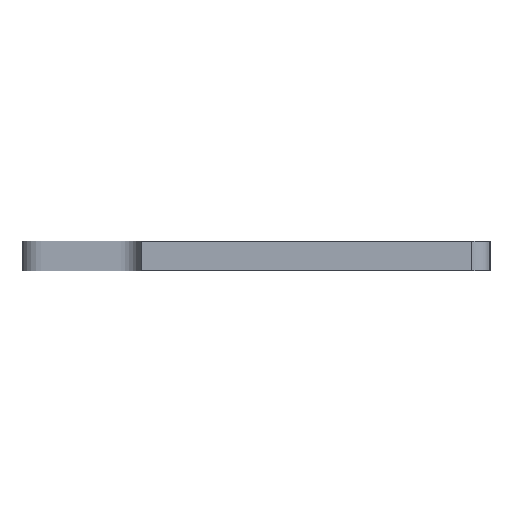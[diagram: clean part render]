
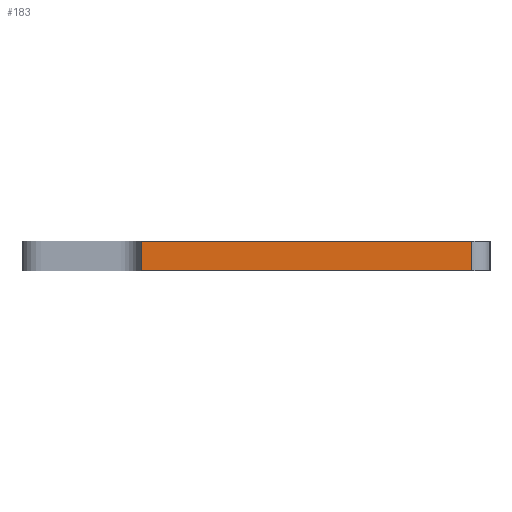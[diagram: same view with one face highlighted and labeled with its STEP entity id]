
A CAD part, left-side view. The second image highlights one B-rep face of the part: STEP entity #183.
In plain terms, the highlighted planar face has unit normal (-1, 0, 0).
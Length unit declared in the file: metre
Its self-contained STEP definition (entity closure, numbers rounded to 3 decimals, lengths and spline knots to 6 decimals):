
#11=PLANE('',#297);
#14=LINE('',#338,#18);
#18=VECTOR('',#309,1.);
#26=ORIENTED_EDGE('',*,*,#64,.T.);
#27=ORIENTED_EDGE('',*,*,#61,.T.);
#28=ORIENTED_EDGE('',*,*,#65,.T.);
#29=ORIENTED_EDGE('',*,*,#66,.T.);
#61=EDGE_CURVE('',#96,#95,#14,.T.);
#64=EDGE_CURVE('',#98,#96,#126,.T.);
#65=EDGE_CURVE('',#95,#99,#127,.T.);
#66=EDGE_CURVE('',#99,#98,#128,.T.);
#95=VERTEX_POINT('',#337);
#96=VERTEX_POINT('',#339);
#98=VERTEX_POINT('',#352);
#99=VERTEX_POINT('',#357);
#126=B_SPLINE_CURVE_WITH_KNOTS('',3,(#348,#349,#350,#351),.UNSPECIFIED.,
 .F.,.F.,(4,4),(0.,0.053386),.UNSPECIFIED.);
#127=B_SPLINE_CURVE_WITH_KNOTS('',3,(#353,#354,#355,#356),.UNSPECIFIED.,
 .F.,.F.,(4,4),(0.001463,0.054849),.UNSPECIFIED.);
#128=B_SPLINE_CURVE_WITH_KNOTS('',3,(#358,#359,#360,#361),.UNSPECIFIED.,
 .F.,.F.,(4,4),(0.,0.00475),.UNSPECIFIED.);
#155=EDGE_LOOP('',(#26,#27,#28,#29));
#166=FACE_BOUND('',#155,.T.);
#183=ADVANCED_FACE('',(#166),#11,.F.);
#297=AXIS2_PLACEMENT_3D('',#347,#311,#312);
#309=DIRECTION('',(0.,0.,1.));
#311=DIRECTION('',(1.,0.,0.));
#312=DIRECTION('',(0.,1.,0.));
#337=CARTESIAN_POINT('',(0.024963,-0.101034,0.0062));
#338=CARTESIAN_POINT('',(0.024963,-0.101034,0.));
#339=CARTESIAN_POINT('',(0.024963,-0.101034,0.00145));
#347=CARTESIAN_POINT('',(0.024963,-0.072008,0.));
#348=CARTESIAN_POINT('',(0.024963,-0.047648,0.00145));
#349=CARTESIAN_POINT('',(0.024963,-0.065443,0.00145));
#350=CARTESIAN_POINT('',(0.024963,-0.083238,0.00145));
#351=CARTESIAN_POINT('',(0.024963,-0.101034,0.00145));
#352=CARTESIAN_POINT('',(0.024963,-0.047648,0.00145));
#353=CARTESIAN_POINT('',(0.024963,-0.101034,0.0062));
#354=CARTESIAN_POINT('',(0.024963,-0.083238,0.0062));
#355=CARTESIAN_POINT('',(0.024963,-0.065443,0.0062));
#356=CARTESIAN_POINT('',(0.024963,-0.047648,0.0062));
#357=CARTESIAN_POINT('',(0.024963,-0.047648,0.0062));
#358=CARTESIAN_POINT('',(0.024963,-0.047648,0.0062));
#359=CARTESIAN_POINT('',(0.024963,-0.047648,0.004617));
#360=CARTESIAN_POINT('',(0.024963,-0.047648,0.003033));
#361=CARTESIAN_POINT('',(0.024963,-0.047648,0.00145));
